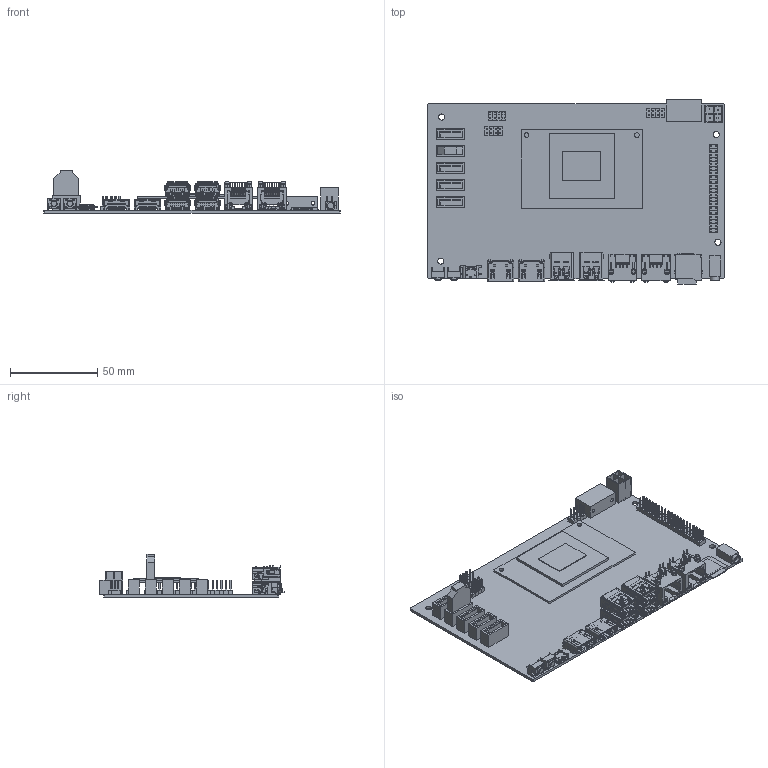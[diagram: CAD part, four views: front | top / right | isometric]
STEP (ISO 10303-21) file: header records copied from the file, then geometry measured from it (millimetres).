
FILE_DESCRIPTION((''),'2;1');
FILE_NAME('PCB_ASM_ASM_3_ASM','2022-10-14T',('Administrator'),(''),'PRO/ENGINEER BY PARAMETRIC TECHNOLOGY CORPORATION, 2015240','PRO/ENGINEER BY PARAMETRIC TECHNOLOGY CORPORATION, 2015240','');
FILE_SCHEMA(('CONFIG_CONTROL_DESIGN'));
Products named in the file (32): PCB_205_1; NO_OFF_1; TYPE_C_1; HDMI_1_1; PRT0017_1_1; PRT0018_1_1; ASM0009_ASM_1_ASM_1_ASM; USB_1_ASM_2_ASM; PRT0019_1_1; PRT0020_1_1; PRT0021_1_1; PRT0022_1_1; PRT0023_1_1; PRT0024_1_1; PRT0025_1_1; PRT0026_1_1; PRT0027_1_1; PRT0028_1_1; PRT0029_1_1; ASM0011_ASM_1_ASM_1_ASM; LAN_ASM_2_ASM; TF_1_1; CARD_1; TF_CARD_ASM_2_ASM; E_JACK_1; DC_2PIN_1; HX_PCB_1; DY_254; STA_JT; CT_11; STA_JT_1; PCB_ASM_ASM_3_ASM
Assembly tree (71 placements, depth 4):
  PCB_ASM_ASM_3_ASM
    PCB_205_1
    NO_OFF_1  x2
    TYPE_C_1
    HDMI_1_1  x2
    USB_1_ASM_2_ASM  x2
      ASM0009_ASM_1_ASM_1_ASM
        PRT0017_1_1
        PRT0018_1_1
    LAN_ASM_2_ASM  x2
      ASM0011_ASM_1_ASM_1_ASM
        PRT0019_1_1
        PRT0020_1_1
        PRT0021_1_1
        PRT0022_1_1
        PRT0023_1_1
        PRT0024_1_1
        PRT0025_1_1
        PRT0026_1_1
        PRT0027_1_1
        PRT0028_1_1
        PRT0029_1_1
    TF_CARD_ASM_2_ASM
      TF_1_1
      CARD_1
    E_JACK_1
    DC_2PIN_1
    HX_PCB_1
    DY_254  x32
    STA_JT  x5
    CT_11
    STA_JT_1
Bounding box: 169.93 x 105.57 x 24.9 mm (x, y, z)
Volume: 47481 mm3; surface area: 75086.3 mm2
Topology: 76 solids, 99 shells, 11436 faces, 32262 edges, 21006 vertices
Faces by surface type: plane 8703, cylinder 2324, bspline 205, torus 116, cone 74, extrusion 12, sphere 2
Entity records: 158665 total; most frequent: CARTESIAN_POINT 32644, ORIENTED_EDGE 27108, DIRECTION 24667, EDGE_CURVE 13563, VECTOR 11127, LINE 11115, VERTEX_POINT 8879, AXIS2_PLACEMENT_3D 6770
